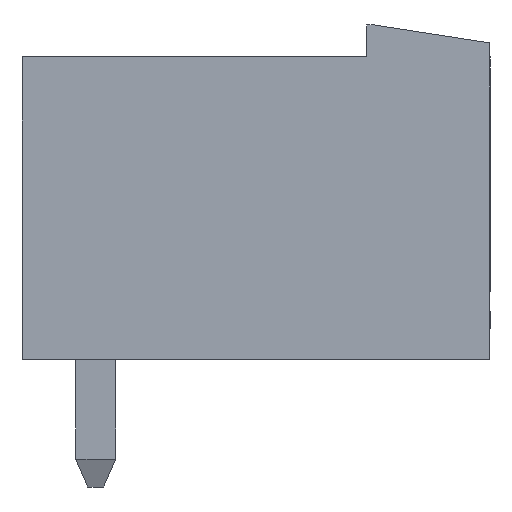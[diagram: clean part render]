
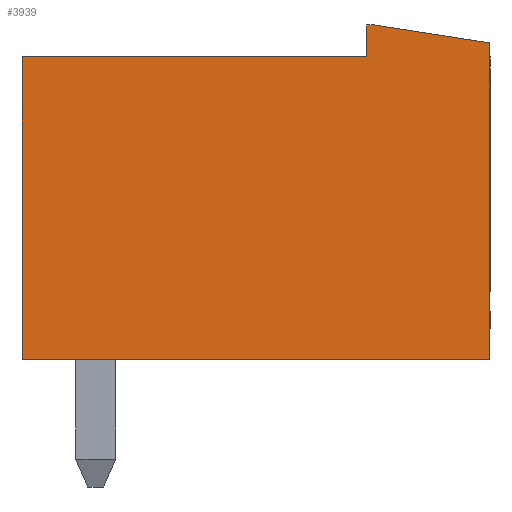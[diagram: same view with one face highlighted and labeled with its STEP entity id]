
A CAD part, left-side view. The second image highlights one B-rep face of the part: STEP entity #3939.
In plain terms, the highlighted planar face has unit normal (-1, 0, 0).
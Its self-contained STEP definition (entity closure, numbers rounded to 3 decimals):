
#3928=AXIS2_PLACEMENT_3D('Plane Axis2P3D',#3925,#3926,#3927) ;
#350=CARTESIAN_POINT('Vertex',(0.,0.,11.15)) ;
#353=CARTESIAN_POINT('Line Origine',(0.,0.,7.175)) ;
#357=CARTESIAN_POINT('Vertex',(0.,0.,3.2)) ;
#1591=CARTESIAN_POINT('Vertex',(0.,2.9,11.6)) ;
#1594=CARTESIAN_POINT('Line Origine',(0.,1.45,11.375)) ;
#1622=CARTESIAN_POINT('Vertex',(0.,3.1,11.6)) ;
#1625=CARTESIAN_POINT('Line Origine',(0.,3.,11.6)) ;
#1961=CARTESIAN_POINT('Vertex',(0.,3.1,10.8)) ;
#1964=CARTESIAN_POINT('Line Origine',(0.,3.1,11.2)) ;
#2092=CARTESIAN_POINT('Vertex',(0.,11.75,10.8)) ;
#2095=CARTESIAN_POINT('Line Origine',(0.,7.425,10.8)) ;
#2938=CARTESIAN_POINT('Vertex',(0.,11.75,3.2)) ;
#2943=CARTESIAN_POINT('Line Origine',(0.,11.75,7.)) ;
#3355=CARTESIAN_POINT('Line Origine',(0.,5.875,3.2)) ;
#3925=CARTESIAN_POINT('Axis2P3D Location',(0.,0.,0.)) ;
#354=DIRECTION('Vector Direction',(0.,0.,-1.)) ;
#1595=DIRECTION('Vector Direction',(0.,-0.988,-0.153)) ;
#1626=DIRECTION('Vector Direction',(0.,-1.,0.)) ;
#1965=DIRECTION('Vector Direction',(0.,0.,1.)) ;
#2096=DIRECTION('Vector Direction',(0.,-1.,0.)) ;
#2944=DIRECTION('Vector Direction',(0.,0.,1.)) ;
#3356=DIRECTION('Vector Direction',(0.,1.,0.)) ;
#3926=DIRECTION('Axis2P3D Direction',(-1.,0.,0.)) ;
#3927=DIRECTION('Axis2P3D XDirection',(0.,-1.,0.)) ;
#355=VECTOR('Line Direction',#354,1.) ;
#1596=VECTOR('Line Direction',#1595,1.) ;
#1627=VECTOR('Line Direction',#1626,1.) ;
#1966=VECTOR('Line Direction',#1965,1.) ;
#2097=VECTOR('Line Direction',#2096,1.) ;
#2945=VECTOR('Line Direction',#2944,1.) ;
#3357=VECTOR('Line Direction',#3356,1.) ;
#3931=ORIENTED_EDGE('',*,*,#359,.T.) ;
#3932=ORIENTED_EDGE('',*,*,#1598,.T.) ;
#3933=ORIENTED_EDGE('',*,*,#1629,.T.) ;
#3934=ORIENTED_EDGE('',*,*,#1968,.T.) ;
#3935=ORIENTED_EDGE('',*,*,#2099,.T.) ;
#3936=ORIENTED_EDGE('',*,*,#2947,.T.) ;
#3937=ORIENTED_EDGE('',*,*,#3359,.T.) ;
#3939=ADVANCED_FACE('HOUSING',(#3938),#3929,.T.) ;
#359=EDGE_CURVE('',#358,#351,#356,.F.) ;
#1598=EDGE_CURVE('',#351,#1592,#1597,.F.) ;
#1629=EDGE_CURVE('',#1592,#1623,#1628,.F.) ;
#1968=EDGE_CURVE('',#1623,#1962,#1967,.F.) ;
#2099=EDGE_CURVE('',#1962,#2093,#2098,.F.) ;
#2947=EDGE_CURVE('',#2093,#2939,#2946,.F.) ;
#3359=EDGE_CURVE('',#2939,#358,#3358,.F.) ;
#3930=EDGE_LOOP('',(#3931,#3932,#3933,#3934,#3935,#3936,#3937)) ;
#3938=FACE_OUTER_BOUND('',#3930,.T.) ;
#356=LINE('Line',#353,#355) ;
#1597=LINE('Line',#1594,#1596) ;
#1628=LINE('Line',#1625,#1627) ;
#1967=LINE('Line',#1964,#1966) ;
#2098=LINE('Line',#2095,#2097) ;
#2946=LINE('Line',#2943,#2945) ;
#3358=LINE('Line',#3355,#3357) ;
#3929=PLANE('',#3928) ;
#351=VERTEX_POINT('',#350) ;
#358=VERTEX_POINT('',#357) ;
#1592=VERTEX_POINT('',#1591) ;
#1623=VERTEX_POINT('',#1622) ;
#1962=VERTEX_POINT('',#1961) ;
#2093=VERTEX_POINT('',#2092) ;
#2939=VERTEX_POINT('',#2938) ;
